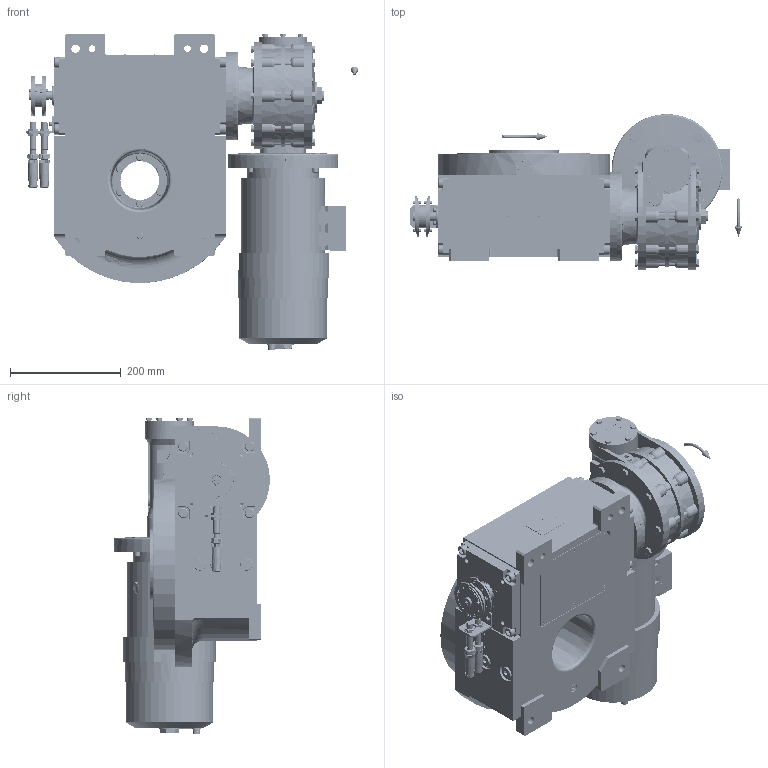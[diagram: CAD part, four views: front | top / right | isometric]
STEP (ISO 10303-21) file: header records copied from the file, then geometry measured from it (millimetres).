
FILE_DESCRIPTION (( 'STEP AP203' ), '1' );
FILE_NAME ('PC5200653.step', '2024-09-19T07:58:54', ( '' ), ( '' ), 'SwSTEP 2.0', 'SolidWorks 2020', '' );
FILE_SCHEMA (( 'CONFIG_CONTROL_DESIGN' ));
Length unit declared in the file: millimetre
Products named in the file (96): CFN2155_01_195.stp; rig09_071_8_m.stp; RIG09_005_ASM.stp; cfn2000_01_081; cfn2000_01_126; rig09_001_a; cfn2000_01_184; AS_rig09_071_8_m; rig09_003_8; cfn2003_01_054; cfn2151_01_167; cfn2276_01_056; AS_cfn2400_04_024; rig09_004; cfn2151_01_170; cfn2000_01_161; AS_rig09_004; CFN2010_02_002.stp; AS_rig09_016; rig09_007_master; CFN2104_02_018.stp; cfn2128_19_002; cfn2155_01_095; rig09_002_bl_003; AS_900_38_10_028; CFN2223_02_004.stp; cfn2000_01_099; cfn2070_05_009; freccia_angolare_albero; cfn2115_02_058; cfn2107_01_001; cfn2155_01_196; cfn2115_02_194; rig09_010_s_001; 900_38_10_028; RMI85_F3_LCB_DX_80B5; CFN2000_01_185.stp; PC5200653; CFN2356_03_053.stp; rig09_016 ...
Assembly tree (88 placements, depth 5):
  cfn2151_01_167
  cfn2276_01_056
  cfn2151_01_170
  rig09_007_master
  CFN2223_02_004.stp
Bounding box: 599.5 x 281.5 x 571.38 mm (x, y, z)
Volume: 15704164.1 mm3; surface area: 1919860.3 mm2
Topology: 76 solids, 76 shells, 5903 faces, 14984 edges, 9560 vertices
Faces by surface type: plane 2758, cylinder 1943, cone 920, torus 243, bspline 35, sphere 4
Entity records: 175144 total; most frequent: CARTESIAN_POINT 50211, ORIENTED_EDGE 24020, DIRECTION 23821, EDGE_CURVE 12010, AXIS2_PLACEMENT_3D 8743, VERTEX_POINT 7734, LINE 6335, VECTOR 6335
